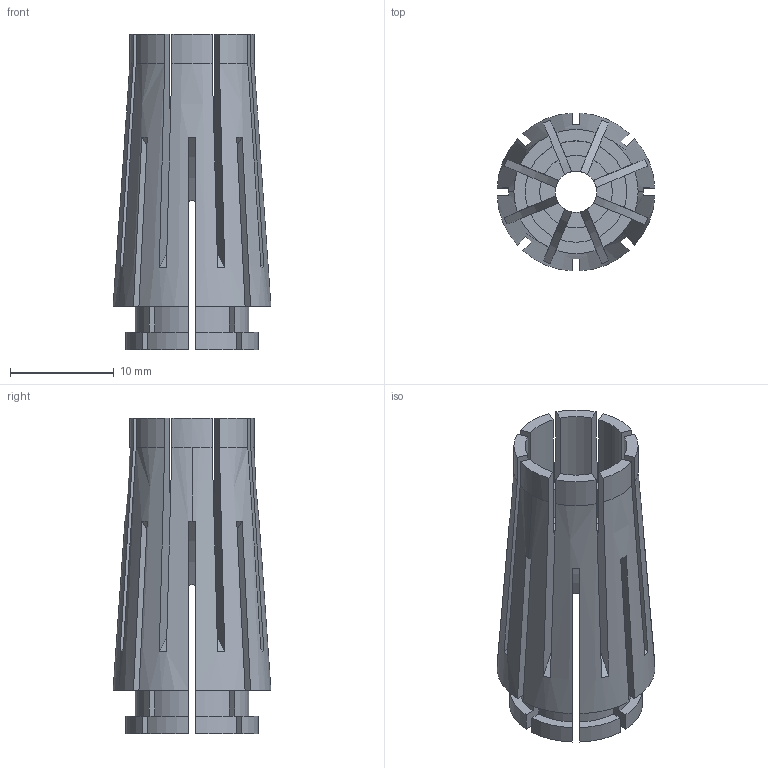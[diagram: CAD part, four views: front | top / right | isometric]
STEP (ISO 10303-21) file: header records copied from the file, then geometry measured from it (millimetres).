
FILE_DESCRIPTION (( 'STEP AP203' ), '1' );
FILE_NAME ('STP-253.790.10.04.STEP', '2017-04-07T00:25:39', ( 'user' ), ( '' ), 'SwSTEP 2.0', 'SolidWorks 2015', '' );
FILE_SCHEMA (( 'CONFIG_CONTROL_DESIGN' ));
Length unit declared in the file: millimetre
Products named in the file (1): STP-253.790.10.04
Bounding box: 15.26 x 15.26 x 30.5 mm (x, y, z)
Volume: 2390.4 mm3; surface area: 4174.9 mm2
Topology: 1 solids, 1 shells, 143 faces, 428 edges, 285 vertices
Faces by surface type: plane 80, cylinder 61, cone 2
Entity records: 5108 total; most frequent: CARTESIAN_POINT 1161, ORIENTED_EDGE 856, DIRECTION 793, EDGE_CURVE 428, AXIS2_PLACEMENT_3D 289, VERTEX_POINT 285, LINE 215, VECTOR 215
